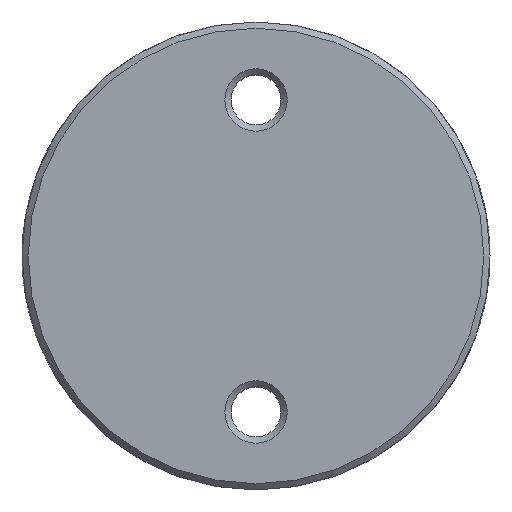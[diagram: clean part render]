
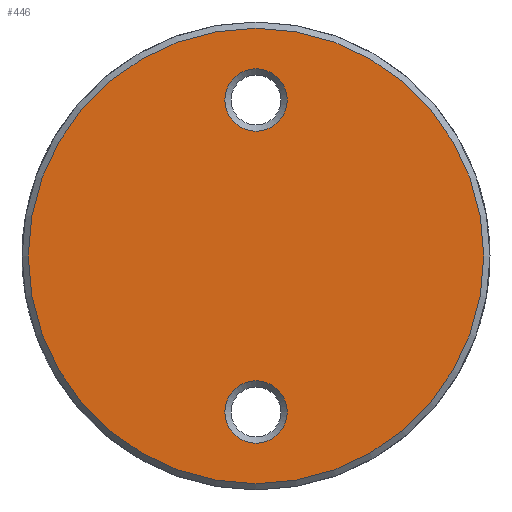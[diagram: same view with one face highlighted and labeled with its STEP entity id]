
A CAD part, front view. The second image highlights one B-rep face of the part: STEP entity #446.
In plain terms, the highlighted planar face has unit normal (0, -1, 0).
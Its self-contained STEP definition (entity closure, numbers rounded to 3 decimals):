
#58=FACE_BOUND('',#136,.T.);
#59=FACE_BOUND('',#137,.T.);
#86=PLANE('',#508);
#106=FACE_OUTER_BOUND('',#135,.T.);
#135=EDGE_LOOP('',(#374));
#136=EDGE_LOOP('',(#375));
#137=EDGE_LOOP('',(#376));
#171=CIRCLE('',#507,14.6);
#172=CIRCLE('',#509,2.);
#173=CIRCLE('',#510,2.);
#215=VERTEX_POINT('',#1021);
#216=VERTEX_POINT('',#1025);
#217=VERTEX_POINT('',#1027);
#273=EDGE_CURVE('',#215,#215,#171,.T.);
#275=EDGE_CURVE('',#216,#216,#172,.T.);
#276=EDGE_CURVE('',#217,#217,#173,.T.);
#374=ORIENTED_EDGE('',*,*,#273,.F.);
#375=ORIENTED_EDGE('',*,*,#275,.F.);
#376=ORIENTED_EDGE('',*,*,#276,.F.);
#446=ADVANCED_FACE('',(#106,#58,#59),#86,.F.);
#507=AXIS2_PLACEMENT_3D('',#1022,#608,#609);
#508=AXIS2_PLACEMENT_3D('',#1024,#611,#612);
#509=AXIS2_PLACEMENT_3D('',#1026,#613,#614);
#510=AXIS2_PLACEMENT_3D('',#1028,#615,#616);
#608=DIRECTION('center_axis',(0.,1.,0.));
#609=DIRECTION('ref_axis',(-1.,0.,0.));
#611=DIRECTION('center_axis',(0.,1.,0.));
#612=DIRECTION('ref_axis',(0.,0.,1.));
#613=DIRECTION('center_axis',(0.,-1.,0.));
#614=DIRECTION('ref_axis',(0.,0.,1.));
#615=DIRECTION('center_axis',(0.,-1.,0.));
#616=DIRECTION('ref_axis',(0.,0.,1.));
#1021=CARTESIAN_POINT('',(14.6,-5.2,0.));
#1022=CARTESIAN_POINT('Origin',(0.,-5.2,0.));
#1024=CARTESIAN_POINT('Origin',(0.,-5.2,0.));
#1025=CARTESIAN_POINT('',(0.,-5.2,-12.));
#1026=CARTESIAN_POINT('Origin',(0.,-5.2,-10.));
#1027=CARTESIAN_POINT('',(0.,-5.2,8.));
#1028=CARTESIAN_POINT('Origin',(0.,-5.2,10.));
